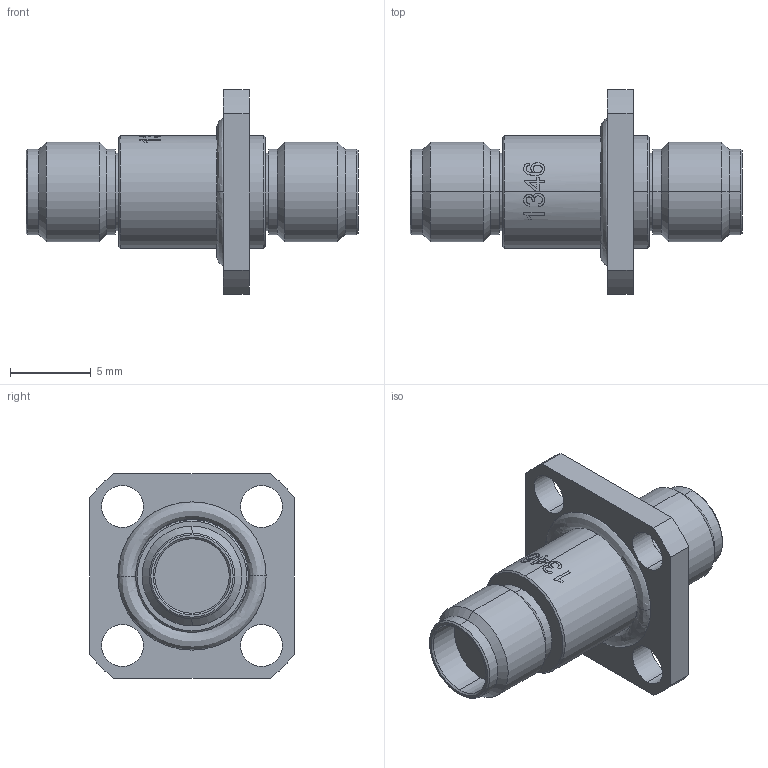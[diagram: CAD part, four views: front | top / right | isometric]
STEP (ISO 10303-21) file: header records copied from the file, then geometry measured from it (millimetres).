
FILE_DESCRIPTION (( 'STEP AP214' ), '1' );
FILE_NAME ('FMAD1346_3D.step', '2024-01-05T16:53:10', ( '' ), ( '' ), 'SwSTEP 2.0', 'SolidWorks 2022', '' );
FILE_SCHEMA (( 'AUTOMOTIVE_DESIGN' ));
Length unit declared in the file: inch
Products named in the file (3): FMAD1346_3D; Copy of ADS-K8K8-P4-GB^FMAD1346; Copy of SMA8105-4^FMAD1346
Assembly tree (2 placements, depth 2):
  FMAD1346_3D
    Copy of ADS-K8K8-P4-GB^FMAD1346
    Copy of SMA8105-4^FMAD1346
Bounding box: 20.6 x 12.7 x 12.7 mm (x, y, z)
Volume: 757.9 mm3; surface area: 980.6 mm2
Topology: 2 solids, 2 shells, 137 faces, 328 edges, 208 vertices
Faces by surface type: cylinder 44, bspline 41, plane 32, cone 20
Entity records: 6396 total; most frequent: CARTESIAN_POINT 3329, ORIENTED_EDGE 656, DIRECTION 527, EDGE_CURVE 328, AXIS2_PLACEMENT_3D 213, VERTEX_POINT 208, EDGE_LOOP 160, ADVANCED_FACE 137
